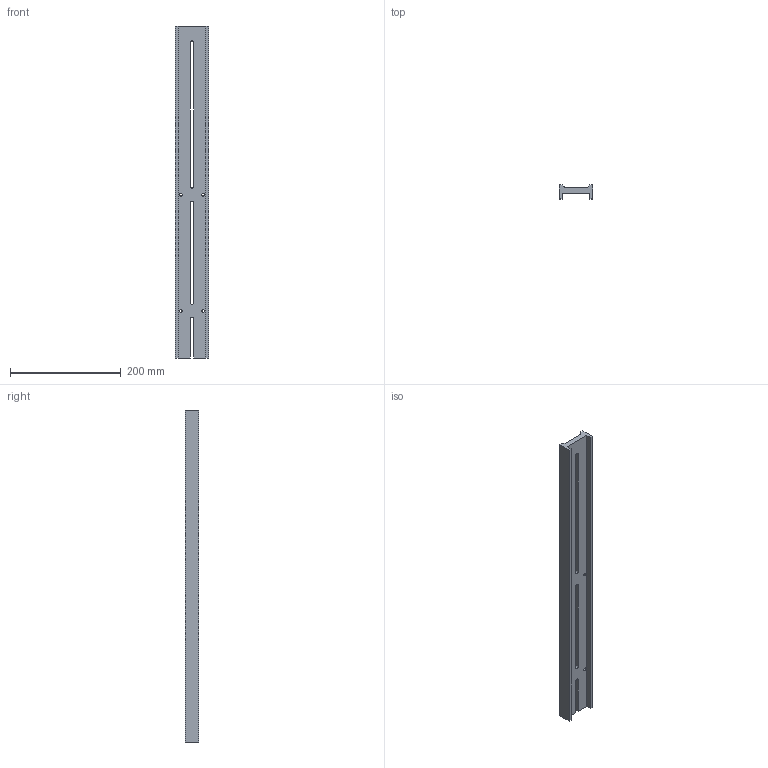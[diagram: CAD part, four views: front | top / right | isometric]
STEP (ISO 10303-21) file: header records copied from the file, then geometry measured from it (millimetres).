
FILE_DESCRIPTION(('FreeCAD Model'),'2;1');
FILE_NAME('bottomRail.stp', '2012-11-21T11:52:54',('FreeCAD'),('FreeCAD'), 'Open CASCADE STEP processor 6.5','FreeCAD','Unknown');
FILE_SCHEMA(('AUTOMOTIVE_DESIGN_CC2 { 1 2 10303 214 -1 1 5 4 }'));
Length unit declared in the file: millimetre
Products named in the file (1): Open CASCADE STEP translator 6.5 4
Bounding box: 60 x 25 x 600 mm (x, y, z)
Volume: 432332.3 mm3; surface area: 122790.2 mm2
Topology: 1 solids, 1 shells, 30 faces, 100 edges, 68 vertices
Faces by surface type: plane 21, cylinder 9
Full cylindrical faces by diameter (mm): 5 x4
Entity records: 2503 total; most frequent: CARTESIAN_POINT 561, DIRECTION 349, LINE 210, VECTOR 210, ORIENTED_EDGE 200, PCURVE 200, DEFINITIONAL_REPRESENTATION 200, EDGE_CURVE 100
